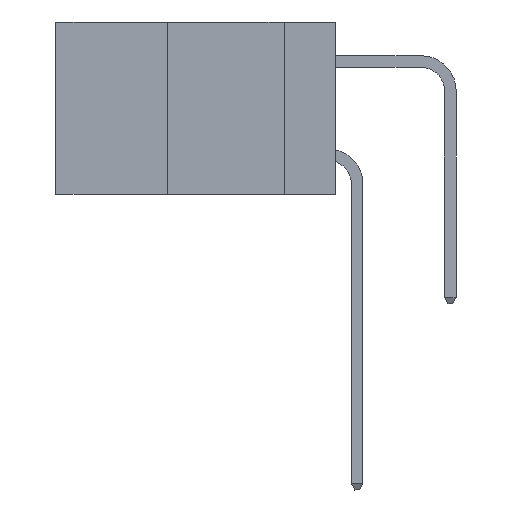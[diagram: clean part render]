
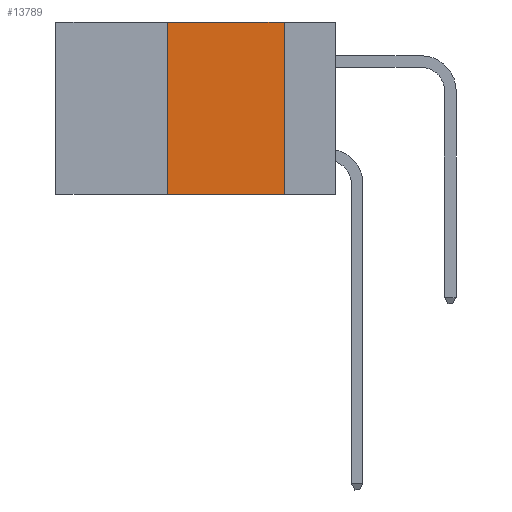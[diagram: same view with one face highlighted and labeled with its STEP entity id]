
A CAD part, left-side view. The second image highlights one B-rep face of the part: STEP entity #13789.
In plain terms, the highlighted planar face has unit normal (-1, 0, 0).
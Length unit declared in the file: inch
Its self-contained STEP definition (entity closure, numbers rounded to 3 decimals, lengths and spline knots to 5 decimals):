
#31 = EDGE_CURVE ( 'NONE', #1686, #6736, #26274, .T. ) ;
#316 = VECTOR ( 'NONE', #1597, 39.37008 ) ;
#962 = ORIENTED_EDGE ( 'NONE', *, *, #13260, .F. ) ;
#1406 = DIRECTION ( 'NONE',  ( 1., 0., 0. ) ) ;
#1597 = DIRECTION ( 'NONE',  ( 0., -1., 0. ) ) ;
#1686 = VERTEX_POINT ( 'NONE', #3165 ) ;
#2635 = CARTESIAN_POINT ( 'NONE',  ( 0., 0.11, 0. ) ) ;
#2657 = ORIENTED_EDGE ( 'NONE', *, *, #31, .F. ) ;
#3165 = CARTESIAN_POINT ( 'NONE',  ( 0., 0.36, -0.37 ) ) ;
#3854 = DIRECTION ( 'NONE',  ( 0., 0., -1. ) ) ;
#4854 = CARTESIAN_POINT ( 'NONE',  ( 0., 0.6, 0. ) ) ;
#5412 = VECTOR ( 'NONE', #33888, 39.37008 ) ;
#6736 = VERTEX_POINT ( 'NONE', #9745 ) ;
#9745 = CARTESIAN_POINT ( 'NONE',  ( 0., 0.36, 0. ) ) ;
#11416 = CARTESIAN_POINT ( 'NONE',  ( 0., 0.11, -0.37 ) ) ;
#11928 = PLANE ( 'NONE',  #17712 ) ;
#13260 = EDGE_CURVE ( 'NONE', #6736, #13398, #14598, .T. ) ;
#13398 = VERTEX_POINT ( 'NONE', #2635 ) ;
#13789 = ADVANCED_FACE ( 'NONE', ( #31277 ), #11928, .F. ) ;
#14598 = LINE ( 'NONE', #4854, #27629 ) ;
#17215 = CARTESIAN_POINT ( 'NONE',  ( 0., 0.6, 0. ) ) ;
#17712 = AXIS2_PLACEMENT_3D ( 'NONE', #17215, #1406, #19821 ) ;
#19575 = EDGE_LOOP ( 'NONE', ( #33786, #962, #2657, #22377 ) ) ;
#19821 = DIRECTION ( 'NONE',  ( 0., 0., -1. ) ) ;
#21346 = LINE ( 'NONE', #33017, #316 ) ;
#22377 = ORIENTED_EDGE ( 'NONE', *, *, #23606, .T. ) ;
#22847 = EDGE_CURVE ( 'NONE', #13398, #26722, #25873, .T. ) ;
#23606 = EDGE_CURVE ( 'NONE', #1686, #26722, #21346, .T. ) ;
#25793 = DIRECTION ( 'NONE',  ( 0., -1., 0. ) ) ;
#25873 = LINE ( 'NONE', #27336, #31202 ) ;
#25991 = CARTESIAN_POINT ( 'NONE',  ( 0., 0.36, 0. ) ) ;
#26274 = LINE ( 'NONE', #25991, #5412 ) ;
#26722 = VERTEX_POINT ( 'NONE', #11416 ) ;
#27336 = CARTESIAN_POINT ( 'NONE',  ( 0., 0.11, 0. ) ) ;
#27629 = VECTOR ( 'NONE', #25793, 39.37008 ) ;
#31202 = VECTOR ( 'NONE', #3854, 39.37008 ) ;
#31277 = FACE_OUTER_BOUND ( 'NONE', #19575, .T. ) ;
#33017 = CARTESIAN_POINT ( 'NONE',  ( 0., 0.6, -0.37 ) ) ;
#33786 = ORIENTED_EDGE ( 'NONE', *, *, #22847, .F. ) ;
#33888 = DIRECTION ( 'NONE',  ( 0., 0., 1. ) ) ;
